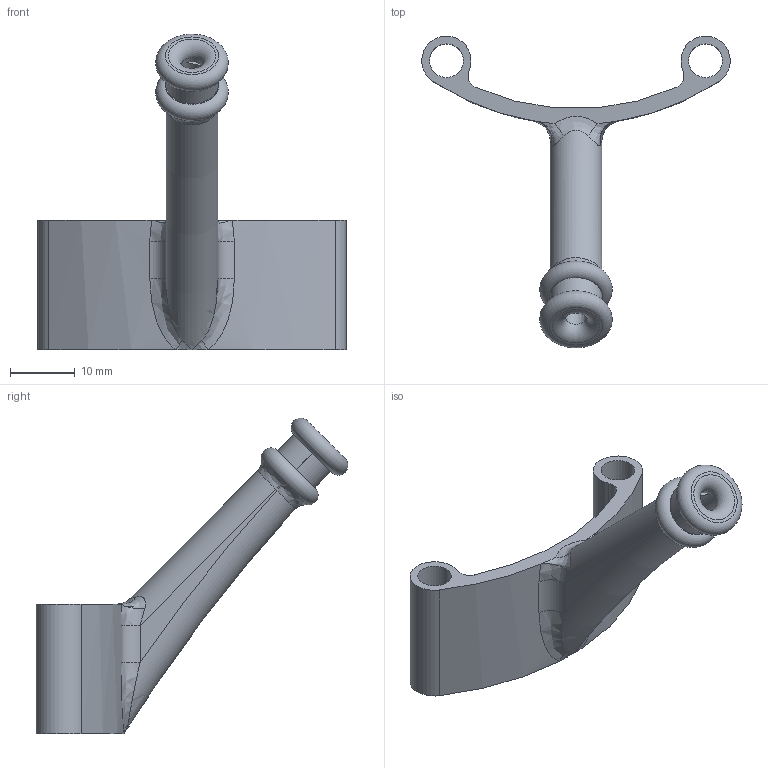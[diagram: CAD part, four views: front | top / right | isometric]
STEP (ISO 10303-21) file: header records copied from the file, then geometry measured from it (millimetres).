
FILE_DESCRIPTION(/* description */ (''),/* implementation_level */ '2;1');
FILE_NAME(/* name */ 'Universal_HDZero_Freestyle_Antenna_Mount.step',/* time_stamp */ '2022-03-06T10:04:38-05:00',/* author */ (''),/* organization */ (''),/* preprocessor_version */ 'ST-DEVELOPER v18.1',/* originating_system */ 'Autodesk Translation Framework v10.13.0.1454',/* authorisation */ '');
FILE_SCHEMA (('AUTOMOTIVE_DESIGN { 1 0 10303 214 3 1 1 }'));
Length unit declared in the file: millimetre
Products named in the file (1): Universal_HDZero_Freestyle_Antenna_Mount
Bounding box: 47.59 x 48.14 x 48.72 mm (x, y, z)
Volume: 5458.5 mm3; surface area: 5231.3 mm2
Topology: 1 solids, 1 shells, 42 faces, 109 edges, 67 vertices
Faces by surface type: bspline 14, cylinder 13, plane 9, torus 5, cone 1
Full cylindrical faces by diameter (mm): 5.2 x2
Entity records: 2429 total; most frequent: CARTESIAN_POINT 1416, ORIENTED_EDGE 214, DIRECTION 189, EDGE_CURVE 107, AXIS2_PLACEMENT_3D 84, VERTEX_POINT 67, CIRCLE 55, EDGE_LOOP 48
